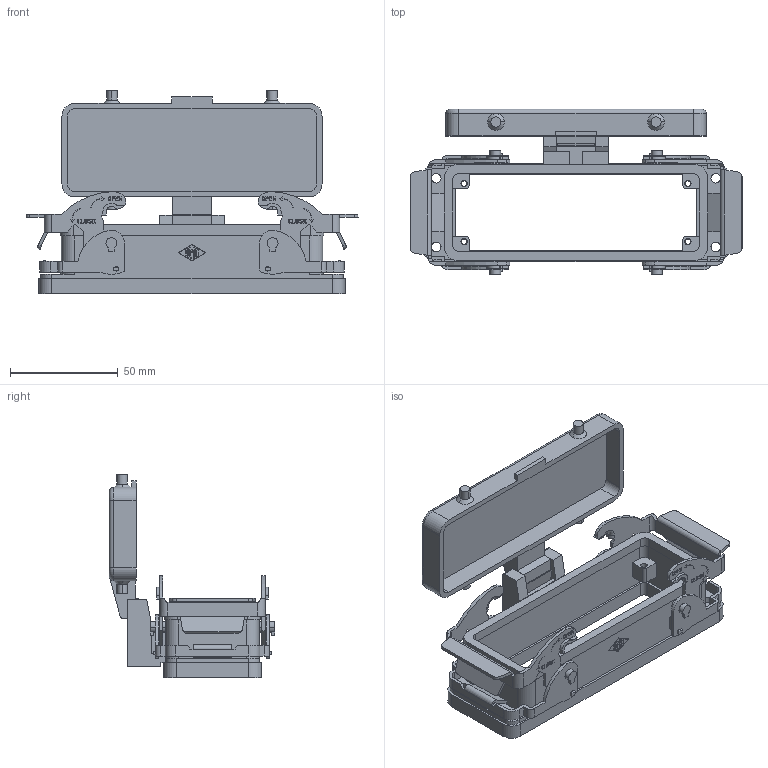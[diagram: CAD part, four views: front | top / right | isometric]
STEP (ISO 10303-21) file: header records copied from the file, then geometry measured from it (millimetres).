
FILE_DESCRIPTION(('Creo Elements/Direct Modeling STEP Export'),'2;1');
FILE_NAME('0ln7tug4k15e55n2316','2018-08-02T10:56:41',(''),(''),'PTC Creo Elements/Direct Modeling STEP processor for AP214 (Solid Model)','PTC Creo Elements/Direct Modeling 19.0E 27-Jun-2016 (C) Parametric Technology GmbH','');
FILE_SCHEMA(('AUTOMOTIVE_DESIGN { 1 0 10303 214 1 1 1 1 }'));
Length unit declared in the file: millimetre
Products named in the file (2): C7I_24_S
Assembly tree (1 placements, depth 2):
  C7I_24_S
    C7I_24_S
Bounding box: 154.4 x 77 x 94.5 mm (x, y, z)
Volume: 92173.6 mm3; surface area: 64994.4 mm2
Topology: 1 solids, 1 shells, 663 faces, 2764 edges, 2174 vertices
Faces by surface type: plane 413, cylinder 228, torus 14, cone 8
Entity records: 29148 total; most frequent: CARTESIAN_POINT 5773, ORIENTED_EDGE 5528, DIRECTION 4209, EDGE_CURVE 2764, VERTEX_POINT 2174, VECTOR 2157, LINE 2157, AXIS2_PLACEMENT_3D 1026
